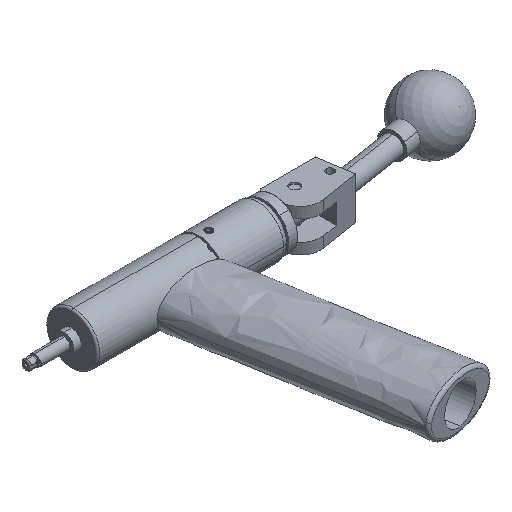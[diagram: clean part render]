
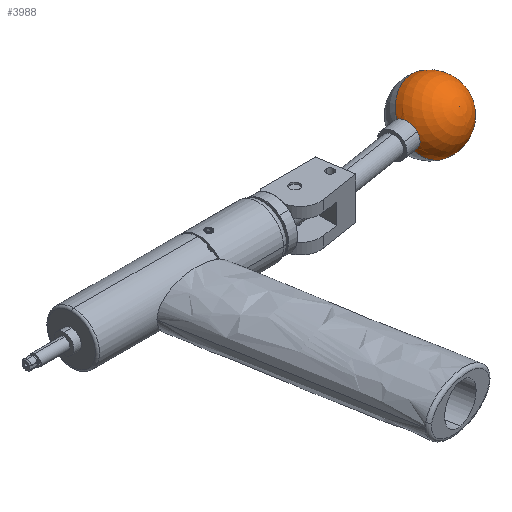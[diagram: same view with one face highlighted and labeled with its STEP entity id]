
A CAD part, isometric view. The second image highlights one B-rep face of the part: STEP entity #3988.
In plain terms, the highlighted spherical face has radius 15.875 mm.
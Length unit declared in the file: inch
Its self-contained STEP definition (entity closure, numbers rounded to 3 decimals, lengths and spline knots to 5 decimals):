
#912 = ORIENTED_EDGE ( 'NONE', *, *, #10444, .T. ) ;
#1264 = DIRECTION ( 'NONE',  ( 0.127, -0.801, 0.585 ) ) ;
#1498 = VERTEX_POINT ( 'NONE', #14274 ) ;
#1790 = CIRCLE ( 'NONE', #9900, 0.625 ) ;
#1801 = CARTESIAN_POINT ( 'NONE',  ( 7.16742, 0.28004, 0. ) ) ;
#2895 = ORIENTED_EDGE ( 'NONE', *, *, #4179, .F. ) ;
#3296 = DIRECTION ( 'NONE',  ( 0.127, -0.801, 0.585 ) ) ;
#3360 = CARTESIAN_POINT ( 'NONE',  ( 6.60165, 0.19044, 0. ) ) ;
#3905 = ORIENTED_EDGE ( 'NONE', *, *, #10868, .T. ) ;
#3973 = DIRECTION ( 'NONE',  ( 0.127, -0.801, 0.585 ) ) ;
#3988 = ADVANCED_FACE ( 'NONE', ( #9695 ), #13946, .T. ) ;
#4179 = EDGE_CURVE ( 'NONE', #11763, #1498, #1790, .T. ) ;
#4818 = CARTESIAN_POINT ( 'NONE',  ( 6.60165, 0.19044, 0. ) ) ;
#5497 = CIRCLE ( 'NONE', #9640, 0.25 ) ;
#5984 = EDGE_CURVE ( 'NONE', #8249, #1498, #12743, .T. ) ;
#6474 = AXIS2_PLACEMENT_3D ( 'NONE', #1801, #3973, #9773 ) ;
#6992 = CARTESIAN_POINT ( 'NONE',  ( 7.16742, 0.28004, 0. ) ) ;
#7438 = DIRECTION ( 'NONE',  ( 0.988, 0.156, 0. ) ) ;
#7848 = DIRECTION ( 'NONE',  ( 0.988, 0.156, 0. ) ) ;
#8031 = VERTEX_POINT ( 'NONE', #9221 ) ;
#8228 = DIRECTION ( 'NONE',  ( 0.127, -0.801, 0.585 ) ) ;
#8249 = VERTEX_POINT ( 'NONE', #12227 ) ;
#8723 = CIRCLE ( 'NONE', #9669, 0.625 ) ;
#9147 = ORIENTED_EDGE ( 'NONE', *, *, #5984, .T. ) ;
#9221 = CARTESIAN_POINT ( 'NONE',  ( 6.57877, 0.3349, 0.20274 ) ) ;
#9640 = AXIS2_PLACEMENT_3D ( 'NONE', #4818, #7848, #1264 ) ;
#9669 = AXIS2_PLACEMENT_3D ( 'NONE', #6992, #8228, #10432 ) ;
#9695 = FACE_OUTER_BOUND ( 'NONE', #11874, .T. ) ;
#9773 = DIRECTION ( 'NONE',  ( 0.092, -0.578, -0.811 ) ) ;
#9831 = DIRECTION ( 'NONE',  ( -0.127, 0.801, -0.585 ) ) ;
#9900 = AXIS2_PLACEMENT_3D ( 'NONE', #10037, #9831, #12107 ) ;
#10037 = CARTESIAN_POINT ( 'NONE',  ( 7.16742, 0.28004, 0. ) ) ;
#10432 = DIRECTION ( 'NONE',  ( 0., -0.59, -0.808 ) ) ;
#10444 = EDGE_CURVE ( 'NONE', #8031, #8249, #5497, .T. ) ;
#10868 = EDGE_CURVE ( 'NONE', #11763, #8031, #8723, .T. ) ;
#11763 = VERTEX_POINT ( 'NONE', #13407 ) ;
#11874 = EDGE_LOOP ( 'NONE', ( #2895, #3905, #912, #9147 ) ) ;
#12107 = DIRECTION ( 'NONE',  ( 0., 0.59, 0.808 ) ) ;
#12227 = CARTESIAN_POINT ( 'NONE',  ( 6.63337, -0.00981, 0.14627 ) ) ;
#12743 = CIRCLE ( 'NONE', #14144, 0.25 ) ;
#13407 = CARTESIAN_POINT ( 'NONE',  ( 7.78472, 0.37782, 0. ) ) ;
#13946 = SPHERICAL_SURFACE ( 'NONE', #6474, 0.625 ) ;
#14144 = AXIS2_PLACEMENT_3D ( 'NONE', #3360, #7438, #3296 ) ;
#14274 = CARTESIAN_POINT ( 'NONE',  ( 6.62453, 0.04597, -0.20274 ) ) ;
